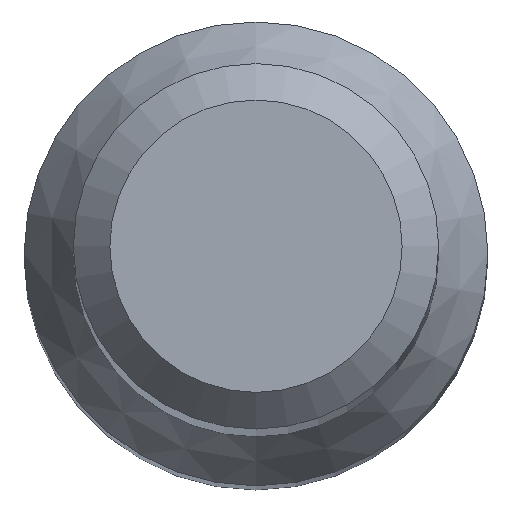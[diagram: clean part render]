
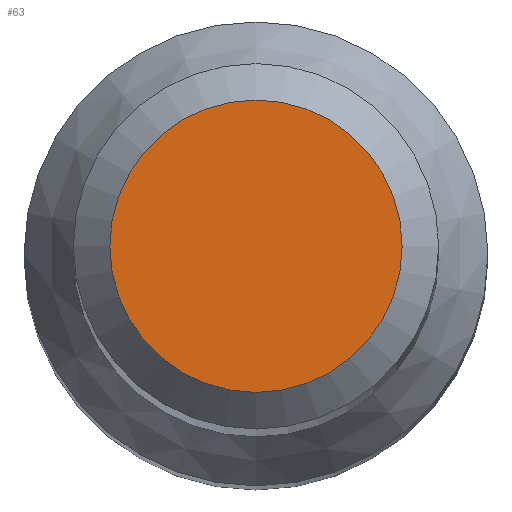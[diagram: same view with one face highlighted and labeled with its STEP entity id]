
A CAD part, top view. The second image highlights one B-rep face of the part: STEP entity #63.
In plain terms, the highlighted planar face has unit normal (0, 0, 1).
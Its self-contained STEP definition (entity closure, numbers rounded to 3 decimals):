
#6 = DIRECTION ( 'NONE',  ( 0., 1., 0. ) ) ;
#11 = CARTESIAN_POINT ( 'NONE',  ( 0., 1.2, 56. ) ) ;
#27 = DIRECTION ( 'NONE',  ( 0., 0., -1. ) ) ;
#31 = CARTESIAN_POINT ( 'NONE',  ( 0., 0., 56. ) ) ;
#63 = ADVANCED_FACE ( 'NONE', ( #102 ), #196, .F. ) ;
#80 = CIRCLE ( 'NONE', #135, 1.2 ) ;
#85 = ORIENTED_EDGE ( 'NONE', *, *, #230, .F. ) ;
#90 = DIRECTION ( 'NONE',  ( 0., 1., 0. ) ) ;
#101 = AXIS2_PLACEMENT_3D ( 'NONE', #31, #27, #6 ) ;
#102 = FACE_OUTER_BOUND ( 'NONE', #138, .T. ) ;
#106 = DIRECTION ( 'NONE',  ( 0., 0., -1. ) ) ;
#131 = CARTESIAN_POINT ( 'NONE',  ( 0., 0., 56. ) ) ;
#135 = AXIS2_PLACEMENT_3D ( 'NONE', #131, #106, #90 ) ;
#138 = EDGE_LOOP ( 'NONE', ( #85 ) ) ;
#196 = PLANE ( 'NONE',  #101 ) ;
#230 = EDGE_CURVE ( 'NONE', #239, #239, #80, .T. ) ;
#239 = VERTEX_POINT ( 'NONE', #11 ) ;
